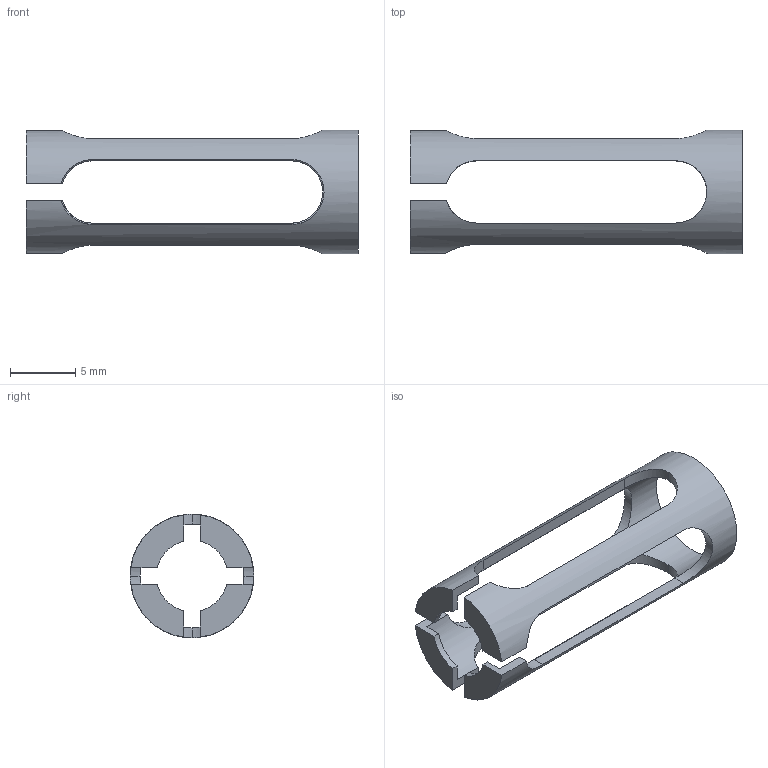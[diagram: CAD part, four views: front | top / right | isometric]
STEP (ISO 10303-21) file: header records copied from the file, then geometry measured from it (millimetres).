
FILE_DESCRIPTION(('HOOPS Exchange Step'),'2;1');
FILE_NAME('temp_export','2022-12-07T16:31:42-06:00',('jonat'),('Shapr3D Limited'),'HOOPS Exchange 2022.0','Shapr3D','Authorized');
FILE_SCHEMA( ('AUTOMOTIVE_DESIGN { 1 0 10303 214 1 1 1 1 }') );
Length unit declared in the file: millimetre
Products named in the file (1): Barrel
Bounding box: 25.4 x 9.45 x 9.45 mm (x, y, z)
Volume: 231.3 mm3; surface area: 836.7 mm2
Topology: 1 solids, 1 shells, 47 faces, 141 edges, 95 vertices
Faces by surface type: plane 25, cylinder 22
Full cylindrical faces by diameter (mm): 7.938 x1, 9.449 x1
Entity records: 2556 total; most frequent: CARTESIAN_POINT 1298, ORIENTED_EDGE 282, DIRECTION 224, EDGE_CURVE 141, VERTEX_POINT 95, VECTOR 90, LINE 90, AXIS2_PLACEMENT_3D 67
